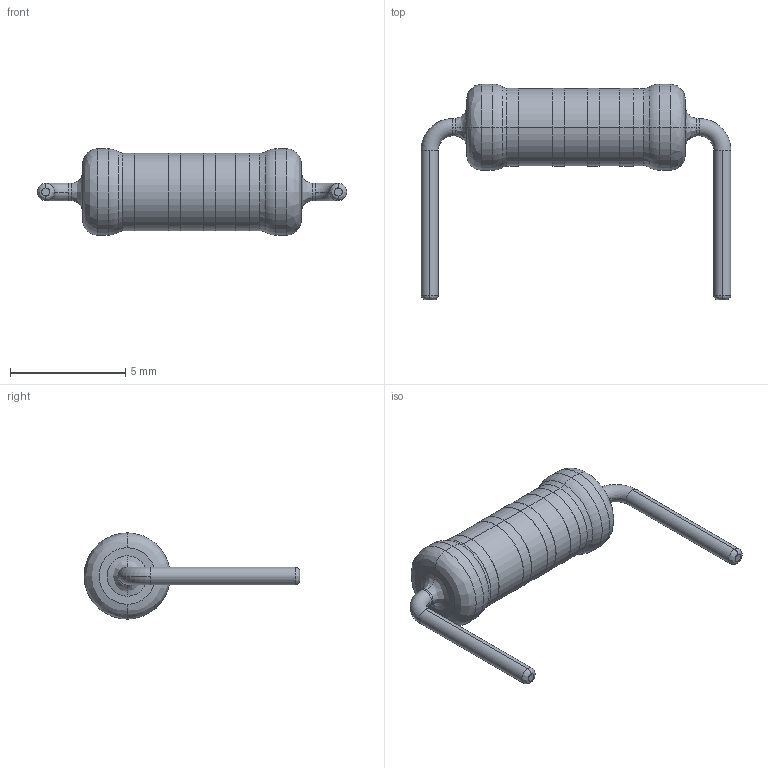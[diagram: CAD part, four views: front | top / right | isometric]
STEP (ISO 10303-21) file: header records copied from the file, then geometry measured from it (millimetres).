
FILE_DESCRIPTION (( 'STEP AP214' ), '1' );
FILE_NAME ('EA71A576-3DCD-4CBB-9B89-C402AA7C7454.STEP', '2022-11-06T14:32:16', ( '' ), ( '' ), 'SwSTEP 2.0', 'SolidWorks 2022', '' );
FILE_SCHEMA (( 'AUTOMOTIVE_DESIGN' ));
Length unit declared in the file: millimetre
Products named in the file (1): EA71A576-3DCD-4CBB-9B89-C402AA7C7454
Bounding box: 13.45 x 9.38 x 3.75 mm (x, y, z)
Volume: 96.6 mm3; surface area: 160.3 mm2
Topology: 1 solids, 1 shells, 64 faces, 134 edges, 82 vertices
Faces by surface type: cylinder 28, bspline 16, plane 12, torus 8
Entity records: 2770 total; most frequent: CARTESIAN_POINT 673, DIRECTION 314, ORIENTED_EDGE 268, AXIS2_PLACEMENT_3D 143, EDGE_CURVE 134, CIRCLE 94, VERTEX_POINT 82, EDGE_LOOP 74
